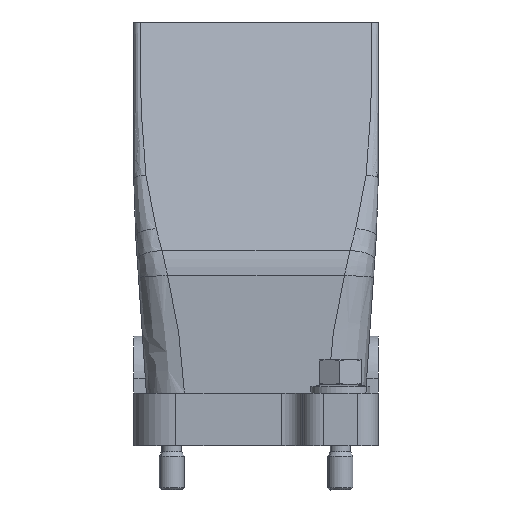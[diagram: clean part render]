
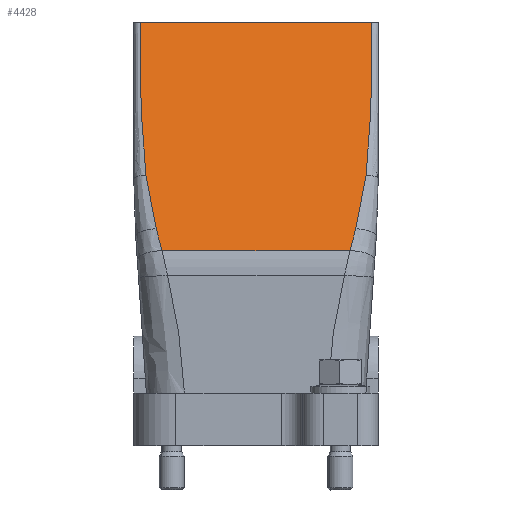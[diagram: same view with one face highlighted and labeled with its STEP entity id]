
A CAD part, front view. The second image highlights one B-rep face of the part: STEP entity #4428.
In plain terms, the highlighted planar face has unit normal (0, -0.956, 0.293).
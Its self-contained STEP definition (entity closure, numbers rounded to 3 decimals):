
#4365=AXIS2_PLACEMENT_3D('Plane Axis2P3D',#4362,#4363,#4364) ;
#3549=CARTESIAN_POINT('Vertex',(56.5,38.5,111.)) ;
#3553=CARTESIAN_POINT('Control Point',(55.101,27.355,74.66)) ;
#3554=CARTESIAN_POINT('Control Point',(55.87,29.39,81.295)) ;
#3555=CARTESIAN_POINT('Control Point',(56.307,31.432,87.954)) ;
#3556=CARTESIAN_POINT('Control Point',(56.464,33.477,94.622)) ;
#3557=CARTESIAN_POINT('Control Point',(56.497,35.684,101.818)) ;
#3558=CARTESIAN_POINT('Control Point',(56.5,37.891,109.014)) ;
#3559=CARTESIAN_POINT('Control Point',(56.5,38.09,109.663)) ;
#3560=CARTESIAN_POINT('Control Point',(56.5,38.299,110.343)) ;
#3561=CARTESIAN_POINT('Control Point',(56.5,38.5,111.)) ;
#3562=CARTESIAN_POINT('Vertex',(55.101,27.355,74.66)) ;
#3636=CARTESIAN_POINT('Control Point',(52.662,23.463,61.97)) ;
#3637=CARTESIAN_POINT('Control Point',(52.672,23.475,62.007)) ;
#3638=CARTESIAN_POINT('Control Point',(52.681,23.486,62.043)) ;
#3639=CARTESIAN_POINT('Control Point',(52.691,23.497,62.08)) ;
#3640=CARTESIAN_POINT('Control Point',(53.341,24.264,64.582)) ;
#3641=CARTESIAN_POINT('Control Point',(53.924,25.038,67.104)) ;
#3642=CARTESIAN_POINT('Control Point',(54.412,25.805,69.605)) ;
#3643=CARTESIAN_POINT('Control Point',(54.803,26.578,72.127)) ;
#3644=CARTESIAN_POINT('Control Point',(55.101,27.355,74.66)) ;
#3645=CARTESIAN_POINT('Vertex',(52.662,23.463,61.97)) ;
#3746=CARTESIAN_POINT('Control Point',(51.316,21.879,56.804)) ;
#3747=CARTESIAN_POINT('Control Point',(51.391,21.966,57.089)) ;
#3748=CARTESIAN_POINT('Control Point',(51.465,22.054,57.374)) ;
#3749=CARTESIAN_POINT('Control Point',(51.54,22.141,57.657)) ;
#3750=CARTESIAN_POINT('Control Point',(51.812,22.459,58.696)) ;
#3751=CARTESIAN_POINT('Control Point',(52.084,22.778,59.735)) ;
#3752=CARTESIAN_POINT('Control Point',(52.272,22.999,60.455)) ;
#3753=CARTESIAN_POINT('Control Point',(52.468,23.231,61.213)) ;
#3754=CARTESIAN_POINT('Control Point',(52.662,23.463,61.97)) ;
#3755=CARTESIAN_POINT('Vertex',(51.316,21.879,56.804)) ;
#4362=CARTESIAN_POINT('Axis2P3D Location',(29.,38.5,111.)) ;
#4368=CARTESIAN_POINT('Control Point',(2.899,27.355,74.66)) ;
#4369=CARTESIAN_POINT('Control Point',(2.13,29.39,81.295)) ;
#4370=CARTESIAN_POINT('Control Point',(1.693,31.432,87.954)) ;
#4371=CARTESIAN_POINT('Control Point',(1.536,33.477,94.622)) ;
#4372=CARTESIAN_POINT('Control Point',(1.503,35.684,101.818)) ;
#4373=CARTESIAN_POINT('Control Point',(1.5,37.891,109.014)) ;
#4374=CARTESIAN_POINT('Control Point',(1.5,38.09,109.663)) ;
#4375=CARTESIAN_POINT('Control Point',(1.5,38.299,110.343)) ;
#4376=CARTESIAN_POINT('Control Point',(1.5,38.5,111.)) ;
#4377=CARTESIAN_POINT('Vertex',(1.5,38.5,111.)) ;
#4379=CARTESIAN_POINT('Vertex',(2.899,27.355,74.66)) ;
#4383=CARTESIAN_POINT('Control Point',(5.338,23.463,61.97)) ;
#4384=CARTESIAN_POINT('Control Point',(5.328,23.475,62.007)) ;
#4385=CARTESIAN_POINT('Control Point',(5.319,23.486,62.043)) ;
#4386=CARTESIAN_POINT('Control Point',(5.309,23.497,62.08)) ;
#4387=CARTESIAN_POINT('Control Point',(4.659,24.264,64.582)) ;
#4388=CARTESIAN_POINT('Control Point',(4.076,25.038,67.104)) ;
#4389=CARTESIAN_POINT('Control Point',(3.588,25.805,69.605)) ;
#4390=CARTESIAN_POINT('Control Point',(3.197,26.578,72.127)) ;
#4391=CARTESIAN_POINT('Control Point',(2.899,27.355,74.66)) ;
#4392=CARTESIAN_POINT('Vertex',(5.338,23.463,61.97)) ;
#4396=CARTESIAN_POINT('Control Point',(6.684,21.879,56.804)) ;
#4397=CARTESIAN_POINT('Control Point',(6.609,21.966,57.089)) ;
#4398=CARTESIAN_POINT('Control Point',(6.535,22.054,57.374)) ;
#4399=CARTESIAN_POINT('Control Point',(6.46,22.141,57.657)) ;
#4400=CARTESIAN_POINT('Control Point',(6.188,22.459,58.696)) ;
#4401=CARTESIAN_POINT('Control Point',(5.916,22.778,59.735)) ;
#4402=CARTESIAN_POINT('Control Point',(5.728,22.999,60.455)) ;
#4403=CARTESIAN_POINT('Control Point',(5.532,23.231,61.213)) ;
#4404=CARTESIAN_POINT('Control Point',(5.338,23.463,61.97)) ;
#4405=CARTESIAN_POINT('Vertex',(6.684,21.879,56.804)) ;
#4408=CARTESIAN_POINT('Line Origine',(29.,21.879,56.804)) ;
#4413=CARTESIAN_POINT('Line Origine',(29.,38.5,111.)) ;
#4363=DIRECTION('Axis2P3D Direction',(0.,0.956,-0.293)) ;
#4364=DIRECTION('Axis2P3D XDirection',(0.,-0.293,-0.956)) ;
#4409=DIRECTION('Vector Direction',(-1.,0.,0.)) ;
#4414=DIRECTION('Vector Direction',(-1.,0.,0.)) ;
#4410=VECTOR('Line Direction',#4409,1.) ;
#4415=VECTOR('Line Direction',#4414,1.) ;
#4419=ORIENTED_EDGE('',*,*,#4381,.T.) ;
#4420=ORIENTED_EDGE('',*,*,#4394,.T.) ;
#4421=ORIENTED_EDGE('',*,*,#4407,.T.) ;
#4422=ORIENTED_EDGE('',*,*,#4412,.F.) ;
#4423=ORIENTED_EDGE('',*,*,#3757,.F.) ;
#4424=ORIENTED_EDGE('',*,*,#3647,.F.) ;
#4425=ORIENTED_EDGE('',*,*,#3564,.F.) ;
#4426=ORIENTED_EDGE('',*,*,#4417,.T.) ;
#4428=ADVANCED_FACE('Hood',(#4427),#4366,.F.) ;
#3552=B_SPLINE_CURVE_WITH_KNOTS('',5,(#3553,#3554,#3555,#3556,#3557,#3558,#3559,#3560,#3561),.UNSPECIFIED.,.F.,.U.,(6,3,6),(117.976,178.336,183.152),.UNSPECIFIED.) ;
#3635=B_SPLINE_CURVE_WITH_KNOTS('',5,(#3636,#3637,#3638,#3639,#3640,#3641,#3642,#3643,#3644),.UNSPECIFIED.,.F.,.U.,(6,3,6),(94.774,95.118,118.382),.UNSPECIFIED.) ;
#3745=B_SPLINE_CURVE_WITH_KNOTS('',5,(#3746,#3747,#3748,#3749,#3750,#3751,#3752,#3753,#3754),.UNSPECIFIED.,.F.,.U.,(6,3,6),(87.734,90.355,97.382),.UNSPECIFIED.) ;
#4367=B_SPLINE_CURVE_WITH_KNOTS('',5,(#4368,#4369,#4370,#4371,#4372,#4373,#4374,#4375,#4376),.UNSPECIFIED.,.F.,.U.,(6,3,6),(117.975,178.336,183.152),.UNSPECIFIED.) ;
#4382=B_SPLINE_CURVE_WITH_KNOTS('',5,(#4383,#4384,#4385,#4386,#4387,#4388,#4389,#4390,#4391),.UNSPECIFIED.,.F.,.U.,(6,3,6),(94.774,95.118,118.382),.UNSPECIFIED.) ;
#4395=B_SPLINE_CURVE_WITH_KNOTS('',5,(#4396,#4397,#4398,#4399,#4400,#4401,#4402,#4403,#4404),.UNSPECIFIED.,.F.,.U.,(6,3,6),(87.734,90.355,97.382),.UNSPECIFIED.) ;
#3564=EDGE_CURVE('',#3550,#3563,#3552,.F.) ;
#3647=EDGE_CURVE('',#3563,#3646,#3635,.F.) ;
#3757=EDGE_CURVE('',#3646,#3756,#3745,.F.) ;
#4381=EDGE_CURVE('',#4378,#4380,#4367,.F.) ;
#4394=EDGE_CURVE('',#4380,#4393,#4382,.F.) ;
#4407=EDGE_CURVE('',#4393,#4406,#4395,.F.) ;
#4412=EDGE_CURVE('',#3756,#4406,#4411,.T.) ;
#4417=EDGE_CURVE('',#3550,#4378,#4416,.T.) ;
#4418=EDGE_LOOP('',(#4419,#4420,#4421,#4422,#4423,#4424,#4425,#4426)) ;
#4427=FACE_OUTER_BOUND('',#4418,.T.) ;
#4411=LINE('Line',#4408,#4410) ;
#4416=LINE('Line',#4413,#4415) ;
#4366=PLANE('',#4365) ;
#3550=VERTEX_POINT('',#3549) ;
#3563=VERTEX_POINT('',#3562) ;
#3646=VERTEX_POINT('',#3645) ;
#3756=VERTEX_POINT('',#3755) ;
#4378=VERTEX_POINT('',#4377) ;
#4380=VERTEX_POINT('',#4379) ;
#4393=VERTEX_POINT('',#4392) ;
#4406=VERTEX_POINT('',#4405) ;
